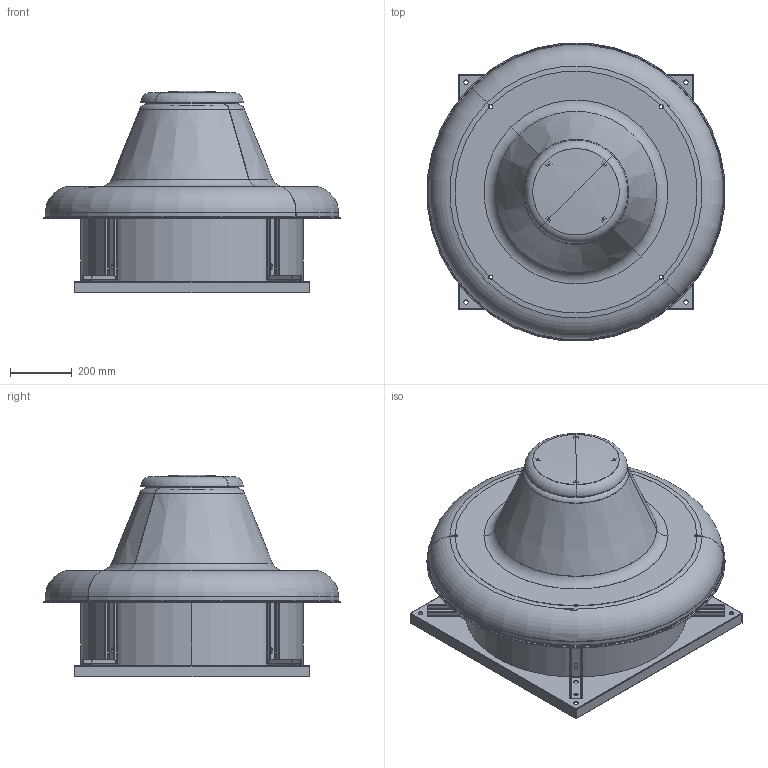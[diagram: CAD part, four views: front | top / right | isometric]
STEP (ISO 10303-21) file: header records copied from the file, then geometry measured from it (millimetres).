
FILE_DESCRIPTION (( 'STEP AP203' ), '1' );
FILE_NAME ('FC-AT 50-56.STEP', '2022-03-09T13:13:34', ( '' ), ( '' ), 'SwSTEP 2.0', 'SolidWorks 2018', '' );
FILE_SCHEMA (( 'CONFIG_CONTROL_DESIGN' ));
Length unit declared in the file: millimetre
Products named in the file (10): I923_Staffa sostegno FC50-56.STEP; FC-AT 50-56.STEP; E321.STEP; H721_5BA5503_BASE FC 50.STEP; E319.STEP; 5PM2083.STEP; E468_5CO1502-CAPPELLO ALL 50-56.STEP; Rete 50-56.STEP; E295.STEP; FC-AT 50-56
Assembly tree (15 placements, depth 4):
  FC-AT 50-56
    FC-AT 50-56.STEP
      E468_5CO1502-CAPPELLO ALL 50-56.STEP
        E295.STEP
        E321.STEP  x4
        E319.STEP
      H721_5BA5503_BASE FC 50.STEP
      I923_Staffa sostegno FC50-56.STEP  x4
      5PM2083.STEP
      Rete 50-56.STEP
Bounding box: 960.33 x 960.33 x 651.7 mm (x, y, z)
Volume: 9116588.2 mm3; surface area: 6325922.1 mm2
Topology: 13 solids, 13 shells, 654 faces, 1508 edges, 870 vertices
Faces by surface type: plane 322, cylinder 248, bspline 40, torus 36, cone 4, sphere 4
Entity records: 11731 total; most frequent: CARTESIAN_POINT 3333, DIRECTION 1574, ORIENTED_EDGE 1432, EDGE_CURVE 716, AXIS2_PLACEMENT_3D 618, VERTEX_POINT 424, EDGE_LOOP 380, VECTOR 338
